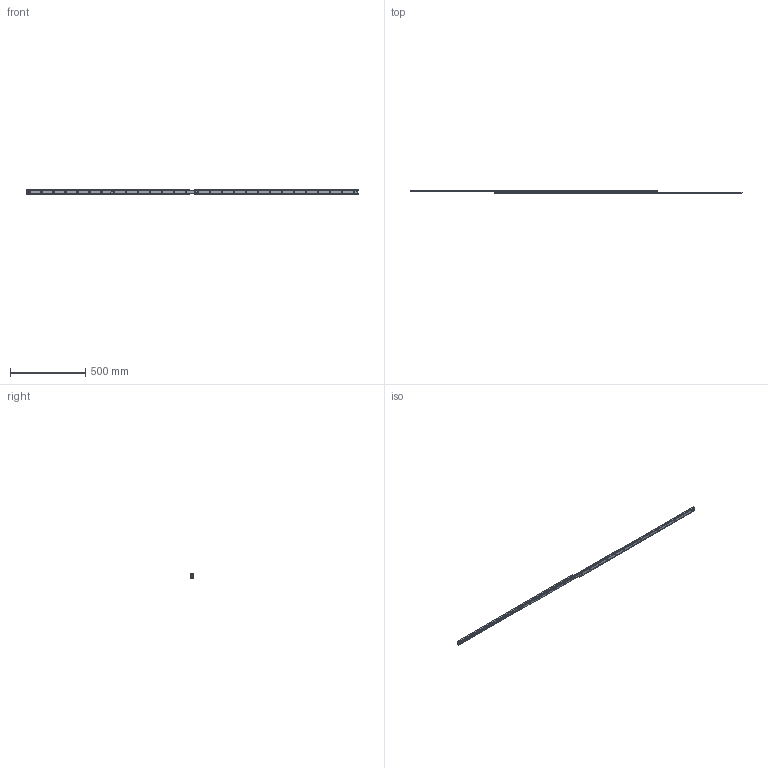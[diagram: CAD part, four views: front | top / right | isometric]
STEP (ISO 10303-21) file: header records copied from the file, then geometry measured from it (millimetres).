
FILE_DESCRIPTION((''),'2;1');
FILE_NAME('LCAD 28H-1090.stp','2015-07-02T08:43:27',('MRathmann'),(''),'Autodesk Inventor 2012','Autodesk Inventor 2012','');
FILE_SCHEMA(('CONFIG_CONTROL_DESIGN'));
Length unit declared in the file: millimetre
Products named in the file (8): LCAD 28H-1090; LCM 28H-1090; LLMG 28H-1090; LLMD 28H-1090; KF.LCA 28H-0519.GZ; + AS.L 28H 4x3,8; + SC M4x0,35 DIN 1207; DIN EN ISO 8748 4x8-St
Assembly tree (16 placements, depth 2):
  LCAD 28H-1090
    LCM 28H-1090  x2
    LLMG 28H-1090
    LLMD 28H-1090
    KF.LCA 28H-0519.GZ  x2
    + AS.L 28H 4x3,8  x4
    + SC M4x0,35 DIN 1207  x2
    DIN EN ISO 8748 4x8-St  x4
Bounding box: 2213 x 26 x 28 mm (x, y, z)
Volume: 597526.1 mm3; surface area: 383989.3 mm2
Topology: 16 solids, 16 shells, 742 faces, 2000 edges, 1280 vertices
Faces by surface type: plane 352, cylinder 288, cone 80, sphere 16, torus 6
Full cylindrical faces by diameter (mm): 3.242 x4, 3.8 x4, 4 x10, 4.134 x14, 5 x4, 5.5 x42
Entity records: 12920 total; most frequent: CARTESIAN_POINT 2531, DIRECTION 2172, ORIENTED_EDGE 1964, EDGE_CURVE 982, AXIS2_PLACEMENT_3D 813, VERTEX_POINT 688, EDGE_LOOP 602, VECTOR 546
